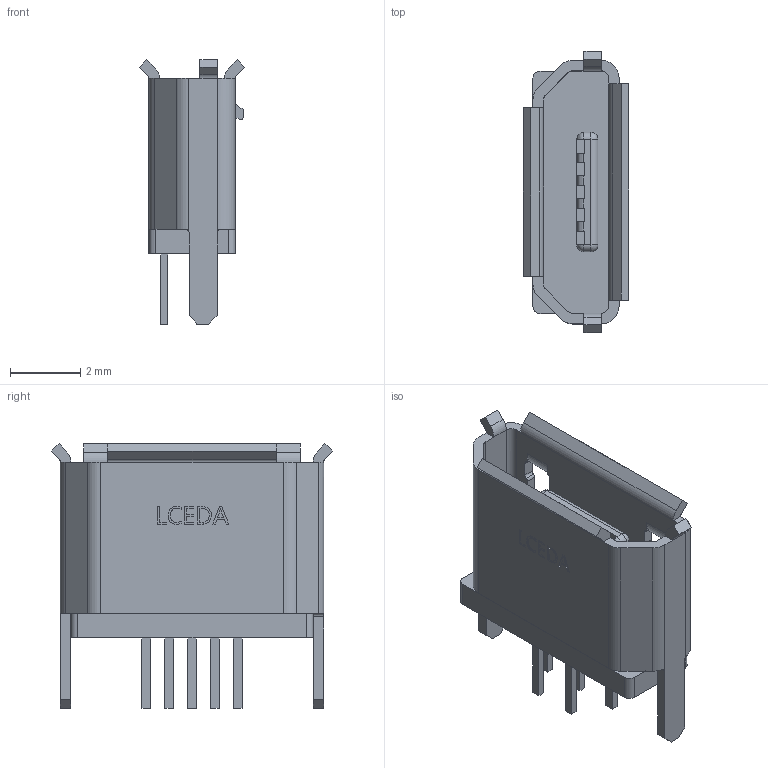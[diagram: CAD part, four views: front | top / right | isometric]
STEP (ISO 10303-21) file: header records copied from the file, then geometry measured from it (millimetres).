
FILE_DESCRIPTION (( 'STEP AP214' ), '1' );
FILE_NAME ('MICRO-USB-TH_MICRO-USB-A6.step', '2022-07-07T03:07:49', ( '' ), ( '' ), 'SwSTEP 2.0', 'SolidWorks 2020', '' );
FILE_SCHEMA (( 'AUTOMOTIVE_DESIGN' ));
Length unit declared in the file: millimetre
Products named in the file (1): MICRO-USB-TH_MICRO-USB-A6
Bounding box: 3 x 8 x 7.53 mm (x, y, z)
Volume: 55.1 mm3; surface area: 279.3 mm2
Topology: 2 solids, 2 shells, 483 faces, 1315 edges, 862 vertices
Faces by surface type: plane 301, bspline 112, cylinder 66, sphere 4
Entity records: 21086 total; most frequent: CARTESIAN_POINT 4833, ORIENTED_EDGE 2622, DIRECTION 1957, EDGE_CURVE 1311, VECTOR 941, LINE 941, VERTEX_POINT 862, EDGE_LOOP 519
